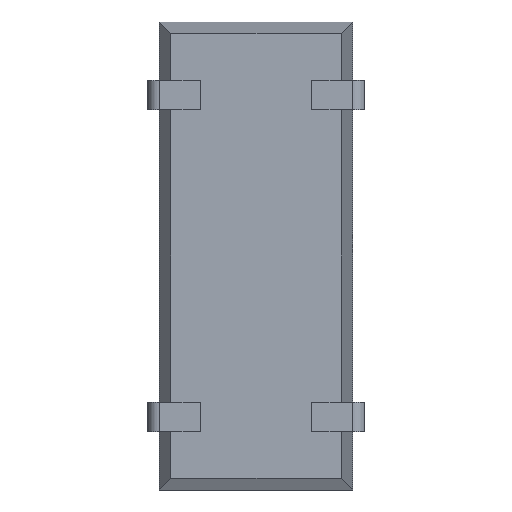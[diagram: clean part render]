
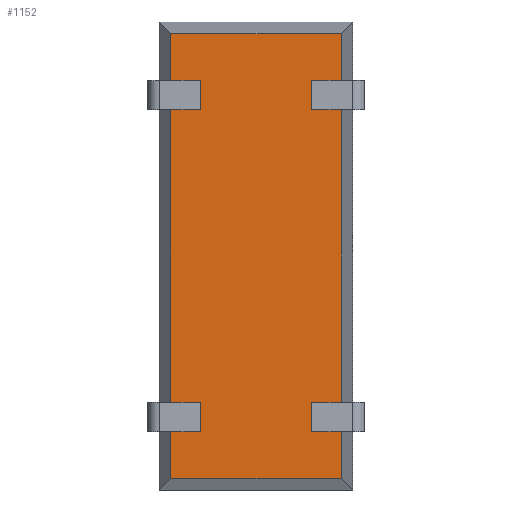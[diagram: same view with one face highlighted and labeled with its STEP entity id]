
A CAD part, front view. The second image highlights one B-rep face of the part: STEP entity #1152.
In plain terms, the highlighted planar face has unit normal (0, -1, 0).
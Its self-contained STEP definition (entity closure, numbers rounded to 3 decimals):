
#23 = DIRECTION ( 'NONE',  ( -1., 0., 0. ) ) ;
#53 = ORIENTED_EDGE ( 'NONE', *, *, #1369, .F. ) ;
#108 = LINE ( 'NONE', #581, #325 ) ;
#128 = VERTEX_POINT ( 'NONE', #1004 ) ;
#199 = VECTOR ( 'NONE', #23, 1000. ) ;
#325 = VECTOR ( 'NONE', #1276, 1000. ) ;
#373 = VERTEX_POINT ( 'NONE', #434 ) ;
#376 = VERTEX_POINT ( 'NONE', #1405 ) ;
#397 = ORIENTED_EDGE ( 'NONE', *, *, #1768, .F. ) ;
#434 = CARTESIAN_POINT ( 'NONE',  ( -1.453, 0.16, -3.803 ) ) ;
#581 = CARTESIAN_POINT ( 'NONE',  ( 1.453, 0.16, -4. ) ) ;
#596 = CARTESIAN_POINT ( 'NONE',  ( -1.453, 0.16, 4. ) ) ;
#627 = CARTESIAN_POINT ( 'NONE',  ( -1.453, 0.16, 3.803 ) ) ;
#653 = ORIENTED_EDGE ( 'NONE', *, *, #703, .F. ) ;
#655 = DIRECTION ( 'NONE',  ( 0., 1., 0. ) ) ;
#682 = EDGE_LOOP ( 'NONE', ( #397, #653, #1547, #53 ) ) ;
#688 = CARTESIAN_POINT ( 'NONE',  ( -1.65, 0.16, -3.803 ) ) ;
#703 = EDGE_CURVE ( 'NONE', #373, #989, #1295, .T. ) ;
#822 = DIRECTION ( 'NONE',  ( 1., 0., 0. ) ) ;
#895 = EDGE_CURVE ( 'NONE', #128, #373, #1824, .T. ) ;
#896 = AXIS2_PLACEMENT_3D ( 'NONE', #1024, #655, #1841 ) ;
#989 = VERTEX_POINT ( 'NONE', #627 ) ;
#1004 = CARTESIAN_POINT ( 'NONE',  ( 1.453, 0.16, -3.803 ) ) ;
#1024 = CARTESIAN_POINT ( 'NONE',  ( 0., 0.16, 0. ) ) ;
#1152 = ADVANCED_FACE ( 'NONE', ( #1515 ), #1816, .F. ) ;
#1180 = CARTESIAN_POINT ( 'NONE',  ( 1.65, 0.16, 3.803 ) ) ;
#1276 = DIRECTION ( 'NONE',  ( 0., 0., -1. ) ) ;
#1295 = LINE ( 'NONE', #596, #1459 ) ;
#1369 = EDGE_CURVE ( 'NONE', #376, #128, #108, .T. ) ;
#1405 = CARTESIAN_POINT ( 'NONE',  ( 1.453, 0.16, 3.803 ) ) ;
#1459 = VECTOR ( 'NONE', #1609, 1000. ) ;
#1515 = FACE_OUTER_BOUND ( 'NONE', #682, .T. ) ;
#1547 = ORIENTED_EDGE ( 'NONE', *, *, #895, .F. ) ;
#1609 = DIRECTION ( 'NONE',  ( 0., 0., 1. ) ) ;
#1755 = VECTOR ( 'NONE', #822, 1000. ) ;
#1768 = EDGE_CURVE ( 'NONE', #989, #376, #2025, .T. ) ;
#1816 = PLANE ( 'NONE',  #896 ) ;
#1824 = LINE ( 'NONE', #688, #199 ) ;
#1841 = DIRECTION ( 'NONE',  ( -1., 0., 0. ) ) ;
#2025 = LINE ( 'NONE', #1180, #1755 ) ;
